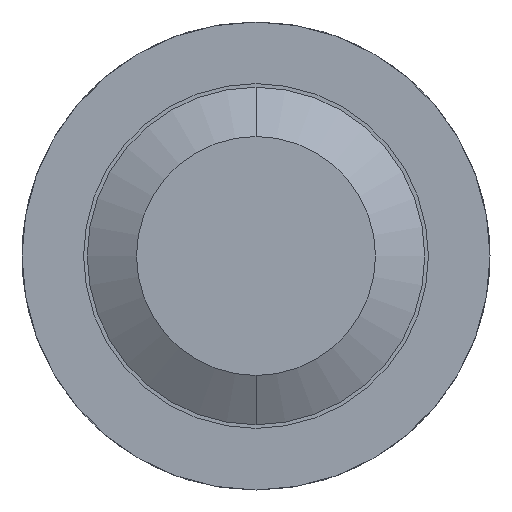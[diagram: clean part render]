
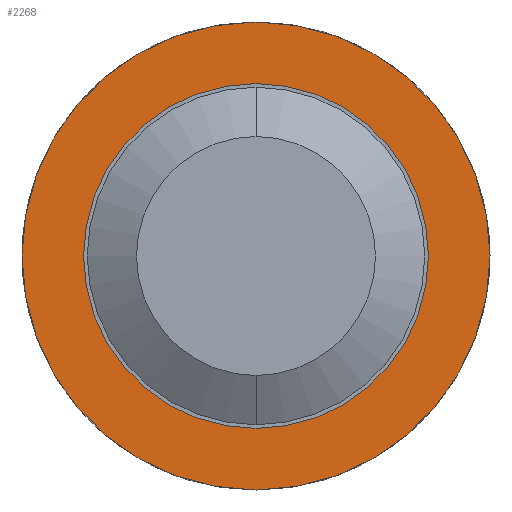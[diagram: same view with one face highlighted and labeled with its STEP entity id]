
A CAD part, front view. The second image highlights one B-rep face of the part: STEP entity #2268.
In plain terms, the highlighted planar face has unit normal (0, -1, 0).
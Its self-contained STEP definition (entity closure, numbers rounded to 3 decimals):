
#76 = VERTEX_POINT ( 'NONE', #4386 ) ;
#184 = CARTESIAN_POINT ( 'NONE',  ( 0., -2.5, 0. ) ) ;
#192 = FACE_BOUND ( 'NONE', #1990, .T. ) ;
#226 = DIRECTION ( 'NONE',  ( 0., 1., 0. ) ) ;
#516 = AXIS2_PLACEMENT_3D ( 'NONE', #665, #4366, #1294 ) ;
#590 = VERTEX_POINT ( 'NONE', #1428 ) ;
#604 = EDGE_CURVE ( 'Defeature ausgef�hrt2_16+Defeature ausgef�hrt2_10+Defeature ausgef�hrt2_10+Defeature ausgef�hrt2_10', #3854, #590, #2892, .T. ) ;
#616 = ORIENTED_EDGE ( 'NONE', *, *, #3567, .F. ) ;
#665 = CARTESIAN_POINT ( 'NONE',  ( 0., -2.5, 0. ) ) ;
#772 = CARTESIAN_POINT ( 'NONE',  ( 0., -2.5, 0.95 ) ) ;
#787 = CIRCLE ( 'NONE', #516, 0.95 ) ;
#1138 = CARTESIAN_POINT ( 'NONE',  ( 0., -2.5, 0. ) ) ;
#1172 = PLANE ( 'NONE',  #3558 ) ;
#1294 = DIRECTION ( 'NONE',  ( 0., 0., 1. ) ) ;
#1428 = CARTESIAN_POINT ( 'NONE',  ( 0., -2.5, -0.685 ) ) ;
#1457 = DIRECTION ( 'NONE',  ( 0., 0., 1. ) ) ;
#1852 = FACE_OUTER_BOUND ( 'NONE', #2099, .T. ) ;
#1910 = AXIS2_PLACEMENT_3D ( 'NONE', #1138, #2508, #2844 ) ;
#1975 = CIRCLE ( 'NONE', #3987, 0.95 ) ;
#1990 = EDGE_LOOP ( 'NONE', ( #3348, #2196 ) ) ;
#2082 = DIRECTION ( 'NONE',  ( 0., 0., 1. ) ) ;
#2099 = EDGE_LOOP ( 'NONE', ( #616, #3044 ) ) ;
#2123 = DIRECTION ( 'NONE',  ( 0., 1., 0. ) ) ;
#2153 = CARTESIAN_POINT ( 'NONE',  ( 0., -2.5, 0.685 ) ) ;
#2186 = DIRECTION ( 'NONE',  ( 0., 0., 1. ) ) ;
#2196 = ORIENTED_EDGE ( 'NONE', *, *, #3828, .T. ) ;
#2268 = ADVANCED_FACE ( 'Defeature ausgef�hrt2_16', ( #1852, #192 ), #1172, .F. ) ;
#2414 = VERTEX_POINT ( 'NONE', #772 ) ;
#2508 = DIRECTION ( 'NONE',  ( 0., 1., 0. ) ) ;
#2844 = DIRECTION ( 'NONE',  ( 0., 0., 1. ) ) ;
#2858 = CARTESIAN_POINT ( 'NONE',  ( 0., -2.5, 0. ) ) ;
#2892 = CIRCLE ( 'NONE', #2966, 0.685 ) ;
#2966 = AXIS2_PLACEMENT_3D ( 'NONE', #2858, #2123, #2082 ) ;
#3044 = ORIENTED_EDGE ( 'NONE', *, *, #3749, .F. ) ;
#3220 = DIRECTION ( 'NONE',  ( 0., 1., 0. ) ) ;
#3348 = ORIENTED_EDGE ( 'NONE', *, *, #604, .T. ) ;
#3558 = AXIS2_PLACEMENT_3D ( 'NONE', #4287, #3220, #2186 ) ;
#3567 = EDGE_CURVE ( 'Defeature ausgef�hrt2_15+Defeature ausgef�hrt2_16+Defeature ausgef�hrt2_16+Defeature ausgef�hrt2_16', #2414, #76, #787, .T. ) ;
#3749 = EDGE_CURVE ( 'Defeature ausgef�hrt2_15+Defeature ausgef�hrt2_16+Defeature ausgef�hrt2_16+Defeature ausgef�hrt2_16', #76, #2414, #1975, .T. ) ;
#3828 = EDGE_CURVE ( 'Defeature ausgef�hrt2_16+Defeature ausgef�hrt2_10+Defeature ausgef�hrt2_10+Defeature ausgef�hrt2_10', #590, #3854, #3842, .T. ) ;
#3842 = CIRCLE ( 'NONE', #1910, 0.685 ) ;
#3854 = VERTEX_POINT ( 'NONE', #2153 ) ;
#3987 = AXIS2_PLACEMENT_3D ( 'NONE', #184, #226, #1457 ) ;
#4287 = CARTESIAN_POINT ( 'NONE',  ( 0.95, -2.5, 0. ) ) ;
#4366 = DIRECTION ( 'NONE',  ( 0., 1., 0. ) ) ;
#4386 = CARTESIAN_POINT ( 'NONE',  ( 0., -2.5, -0.95 ) ) ;
